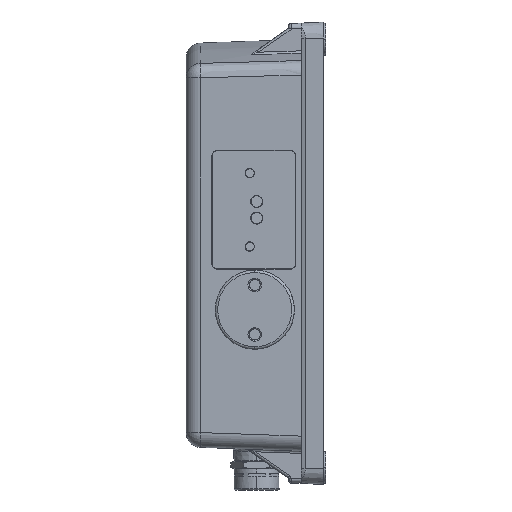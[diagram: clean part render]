
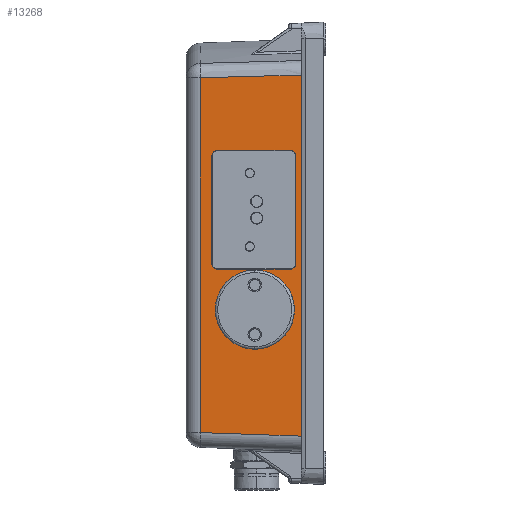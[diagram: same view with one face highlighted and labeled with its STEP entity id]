
A CAD part, left-side view. The second image highlights one B-rep face of the part: STEP entity #13268.
In plain terms, the highlighted planar face has unit normal (-0.999, 0.035, 0).
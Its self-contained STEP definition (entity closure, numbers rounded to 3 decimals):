
#10=CARTESIAN_POINT('',(-79.,0.,-72.319));
#18=DIRECTION('',(0.,0.,1.));
#19=VECTOR('',#18,145.946);
#20=CARTESIAN_POINT('',(-79.,0.,-72.319));
#21=LINE('',#20,#19);
#30=CARTESIAN_POINT('',(-79.,0.,73.627));
#2972=DIRECTION('',(0.,0.,1.));
#2973=VECTOR('',#2972,143.403);
#2974=CARTESIAN_POINT('',(-77.578,40.709,
-70.897));
#2975=LINE('',#2974,#2973);
#2976=CARTESIAN_POINT('',(-77.578,40.709,72.505));
#2977=CARTESIAN_POINT('',(-77.687,37.603,72.591));
#2978=CARTESIAN_POINT('',(-77.908,31.275,72.766));
#2979=CARTESIAN_POINT('',(-78.248,21.528,73.034));
#2980=CARTESIAN_POINT('',(-78.607,11.245,73.318));
#2981=CARTESIAN_POINT('',(-78.866,3.83,73.522));
#2982=CARTESIAN_POINT('',(-79.,0.,73.627));
#2984=DIRECTION('',(-0.035,-0.999,-0.035));
#2985=VECTOR('',#2984,40.759);
#2986=CARTESIAN_POINT('',(-77.578,40.709,
-70.897));
#2987=LINE('',#2986,#2985);
#2988=DIRECTION('',(0.,0.,-1.));
#2989=VECTOR('',#2988,43.4);
#2990=CARTESIAN_POINT('',(-77.739,36.115,40.835));
#2991=LINE('',#2990,#2989);
#2992=CARTESIAN_POINT('',(-77.819,33.829,
-2.565));
#2993=DIRECTION('',(-0.999,0.035,0.));
#2994=DIRECTION('',(0.035,0.999,0.));
#2995=AXIS2_PLACEMENT_3D('',#2992,#2993,#2994);
#2997=DIRECTION('',(-0.035,-0.999,0.));
#2998=VECTOR('',#2997,29.4);
#2999=CARTESIAN_POINT('',(-77.819,33.829,
-4.853));
#3000=LINE('',#2999,#2998);
#3001=CARTESIAN_POINT('',(-78.845,4.447,
-2.565));
#3002=DIRECTION('',(-0.999,0.035,0.));
#3003=DIRECTION('',(0.,0.,-1.));
#3004=AXIS2_PLACEMENT_3D('',#3001,#3002,#3003);
#3006=DIRECTION('',(0.,0.,1.));
#3007=VECTOR('',#3006,43.4);
#3008=CARTESIAN_POINT('',(-78.925,2.161,
-2.565));
#3009=LINE('',#3008,#3007);
#3010=CARTESIAN_POINT('',(-78.845,4.447,40.835));
#3011=DIRECTION('',(-0.999,0.035,0.));
#3012=DIRECTION('',(-0.035,-0.999,0.));
#3013=AXIS2_PLACEMENT_3D('',#3010,#3011,#3012);
#3015=DIRECTION('',(0.035,0.999,0.));
#3016=VECTOR('',#3015,29.4);
#3017=CARTESIAN_POINT('',(-78.845,4.447,43.122));
#3018=LINE('',#3017,#3016);
#3019=CARTESIAN_POINT('',(-77.819,33.829,40.835));
#3020=DIRECTION('',(-0.999,0.035,0.));
#3021=DIRECTION('',(0.,0.,1.));
#3022=AXIS2_PLACEMENT_3D('',#3019,#3020,#3021);
#3024=CARTESIAN_POINT('',(-78.347,18.698,
-21.215));
#3025=DIRECTION('',(-0.999,0.035,0.));
#3026=DIRECTION('',(-0.021,-0.596,0.803));
#3027=AXIS2_PLACEMENT_3D('',#3024,#3025,#3026);
#3029=CARTESIAN_POINT('',(-78.349,18.655,
-7.825));
#3030=CARTESIAN_POINT('',(-78.316,19.601,
-7.8));
#3031=CARTESIAN_POINT('',(-78.251,21.459,
-7.944));
#3032=CARTESIAN_POINT('',(-78.156,24.163,
-8.746));
#3033=CARTESIAN_POINT('',(-78.067,26.717,
-10.134));
#3034=CARTESIAN_POINT('',(-77.992,28.874,
-11.982));
#3035=CARTESIAN_POINT('',(-77.931,30.61,
-14.251));
#3036=CARTESIAN_POINT('',(-77.887,31.876,
-16.921));
#3037=CARTESIAN_POINT('',(-77.871,32.318,
-18.759));
#3038=CARTESIAN_POINT('',(-77.867,32.443,
-19.71));
#3040=CARTESIAN_POINT('',(-78.188,23.263,
-34.706));
#3041=CARTESIAN_POINT('',(-78.157,24.136,
-34.389));
#3042=CARTESIAN_POINT('',(-78.1,25.777,
-33.602));
#3043=CARTESIAN_POINT('',(-78.023,27.974,
-31.98));
#3044=CARTESIAN_POINT('',(-77.959,29.798,
-29.992));
#3045=CARTESIAN_POINT('',(-77.909,31.236,
-27.644));
#3046=CARTESIAN_POINT('',(-77.876,32.185,
-25.099));
#3047=CARTESIAN_POINT('',(-77.861,32.621,
-22.37));
#3048=CARTESIAN_POINT('',(-77.863,32.56,
-20.598));
#3049=CARTESIAN_POINT('',(-77.867,32.443,
-19.71));
#3051=CARTESIAN_POINT('',(-78.626,10.718,
-10.466));
#3052=CARTESIAN_POINT('',(-78.654,9.894,
-11.051));
#3053=CARTESIAN_POINT('',(-78.706,8.417,
-12.369));
#3054=CARTESIAN_POINT('',(-78.767,6.681,
-14.799));
#3055=CARTESIAN_POINT('',(-78.808,5.488,
-17.6));
#3056=CARTESIAN_POINT('',(-78.827,4.951,
-20.607));
#3057=CARTESIAN_POINT('',(-78.822,5.084,
-23.599));
#3058=CARTESIAN_POINT('',(-78.795,5.856,
-26.516));
#3059=CARTESIAN_POINT('',(-78.747,7.239,
-29.177));
#3060=CARTESIAN_POINT('',(-78.68,9.176,
-31.512));
#3061=CARTESIAN_POINT('',(-78.597,11.535,
-33.347));
#3062=CARTESIAN_POINT('',(-78.501,14.296,
-34.671));
#3063=CARTESIAN_POINT('',(-78.399,17.222,
-35.36));
#3064=CARTESIAN_POINT('',(-78.291,20.312,
-35.408));
#3065=CARTESIAN_POINT('',(-78.222,22.284,
-35.015));
#3066=CARTESIAN_POINT('',(-78.188,23.263,
-34.706));
#8837=VERTEX_POINT('',#30);
#8838=VERTEX_POINT('',#10);
#9078=CARTESIAN_POINT('',(-77.578,40.709,
-70.897));
#9079=CARTESIAN_POINT('',(-77.578,40.709,72.505));
#9080=VERTEX_POINT('',#9078);
#9081=VERTEX_POINT('',#9079);
#9228=CARTESIAN_POINT('',(-78.626,10.718,
-10.466));
#9229=CARTESIAN_POINT('',(-78.349,18.655,
-7.825));
#9230=VERTEX_POINT('',#9228);
#9231=VERTEX_POINT('',#9229);
#9607=CARTESIAN_POINT('',(-77.739,36.115,40.835));
#9608=VERTEX_POINT('',#9607);
#9609=CARTESIAN_POINT('',(-77.739,36.115,
-2.565));
#9610=VERTEX_POINT('',#9609);
#9611=CARTESIAN_POINT('',(-77.819,33.829,
-4.853));
#9612=VERTEX_POINT('',#9611);
#9613=CARTESIAN_POINT('',(-78.845,4.447,
-4.853));
#9614=VERTEX_POINT('',#9613);
#9615=CARTESIAN_POINT('',(-78.925,2.161,
-2.565));
#9616=VERTEX_POINT('',#9615);
#9617=CARTESIAN_POINT('',(-78.925,2.161,40.835));
#9618=VERTEX_POINT('',#9617);
#9619=CARTESIAN_POINT('',(-78.845,4.447,43.122));
#9620=VERTEX_POINT('',#9619);
#9621=CARTESIAN_POINT('',(-77.819,33.829,43.122));
#9622=VERTEX_POINT('',#9621);
#9904=VERTEX_POINT('',#3038);
#9905=VERTEX_POINT('',#3040);
#13228=CARTESIAN_POINT('',(-79.,0.,-82.346));
#13229=DIRECTION('',(-0.999,0.035,0.));
#13230=DIRECTION('',(0.,0.,1.));
#13231=AXIS2_PLACEMENT_3D('',#13228,#13229,#13230);
#13232=PLANE('',#13231);
#13234=ORIENTED_EDGE('',*,*,#13233,.T.);
#13236=ORIENTED_EDGE('',*,*,#13235,.T.);
#13237=ORIENTED_EDGE('',*,*,#9978,.F.);
#13239=ORIENTED_EDGE('',*,*,#13238,.F.);
#13240=EDGE_LOOP('',(#13234,#13236,#13237,#13239));
#13241=FACE_OUTER_BOUND('',#13240,.F.);
#13242=ORIENTED_EDGE('',*,*,#13209,.T.);
#13244=ORIENTED_EDGE('',*,*,#13243,.T.);
#13246=ORIENTED_EDGE('',*,*,#13245,.T.);
#13248=ORIENTED_EDGE('',*,*,#13247,.T.);
#13250=ORIENTED_EDGE('',*,*,#13249,.T.);
#13252=ORIENTED_EDGE('',*,*,#13251,.T.);
#13254=ORIENTED_EDGE('',*,*,#13253,.T.);
#13255=ORIENTED_EDGE('',*,*,#13220,.T.);
#13256=EDGE_LOOP('',(#13242,#13244,#13246,#13248,#13250,#13252,#13254,#13255));
#13257=FACE_BOUND('',#13256,.F.);
#13259=ORIENTED_EDGE('',*,*,#13258,.T.);
#13261=ORIENTED_EDGE('',*,*,#13260,.T.);
#13263=ORIENTED_EDGE('',*,*,#13262,.F.);
#13265=ORIENTED_EDGE('',*,*,#13264,.F.);
#13266=EDGE_LOOP('',(#13259,#13261,#13263,#13265));
#13267=FACE_BOUND('',#13266,.F.);
#13268=ADVANCED_FACE('',(#13241,#13257,#13267),#13232,.T.);
#2983=B_SPLINE_CURVE_WITH_KNOTS('',3,(#2976,#2977,#2978,#2979,#2980,#2981,
#2982),.UNSPECIFIED.,.F.,.F.,(4,1,1,1,4),(0.,0.25,0.5,0.75,1.),
.UNSPECIFIED.);
#2996=CIRCLE('',#2995,2.287);
#3005=CIRCLE('',#3004,2.287);
#3014=CIRCLE('',#3013,2.287);
#3023=CIRCLE('',#3022,2.287);
#3028=CIRCLE('',#3027,13.39);
#3039=B_SPLINE_CURVE_WITH_KNOTS('',3,(#3029,#3030,#3031,#3032,#3033,#3034,#3035,
#3036,#3037,#3038),.UNSPECIFIED.,.F.,.F.,(4,1,1,1,1,1,1,4),(0.,
0.143,0.286,0.429,0.571,
0.714,0.857,1.),.UNSPECIFIED.);
#3050=B_SPLINE_CURVE_WITH_KNOTS('',3,(#3040,#3041,#3042,#3043,#3044,#3045,#3046,
#3047,#3048,#3049),.UNSPECIFIED.,.F.,.F.,(4,1,1,1,1,1,1,4),(0.,
0.143,0.286,0.429,0.571,
0.714,0.857,1.),.UNSPECIFIED.);
#3067=B_SPLINE_CURVE_WITH_KNOTS('',3,(#3051,#3052,#3053,#3054,#3055,#3056,#3057,
#3058,#3059,#3060,#3061,#3062,#3063,#3064,#3065,#3066),.UNSPECIFIED.,.F.,.F.,(4,
1,1,1,1,1,1,1,1,1,1,1,1,4),(0.,0.077,0.154,
0.231,0.308,0.385,0.462,
0.538,0.615,0.692,0.769,
0.846,0.923,1.),.UNSPECIFIED.);
#9978=EDGE_CURVE('',#8838,#8837,#21,.T.);
#13209=EDGE_CURVE('',#9608,#9610,#2991,.T.);
#13220=EDGE_CURVE('',#9622,#9608,#3023,.T.);
#13233=EDGE_CURVE('',#9080,#9081,#2975,.T.);
#13235=EDGE_CURVE('',#9081,#8837,#2983,.T.);
#13238=EDGE_CURVE('',#9080,#8838,#2987,.T.);
#13243=EDGE_CURVE('',#9610,#9612,#2996,.T.);
#13245=EDGE_CURVE('',#9612,#9614,#3000,.T.);
#13247=EDGE_CURVE('',#9614,#9616,#3005,.T.);
#13249=EDGE_CURVE('',#9616,#9618,#3009,.T.);
#13251=EDGE_CURVE('',#9618,#9620,#3014,.T.);
#13253=EDGE_CURVE('',#9620,#9622,#3018,.T.);
#13258=EDGE_CURVE('',#9230,#9231,#3028,.T.);
#13260=EDGE_CURVE('',#9231,#9904,#3039,.T.);
#13262=EDGE_CURVE('',#9905,#9904,#3050,.T.);
#13264=EDGE_CURVE('',#9230,#9905,#3067,.T.);
